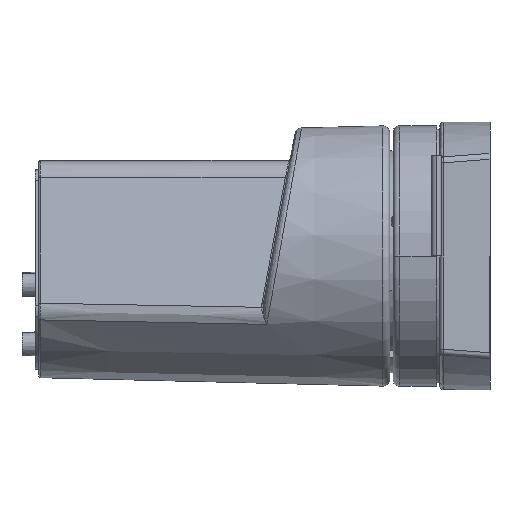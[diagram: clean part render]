
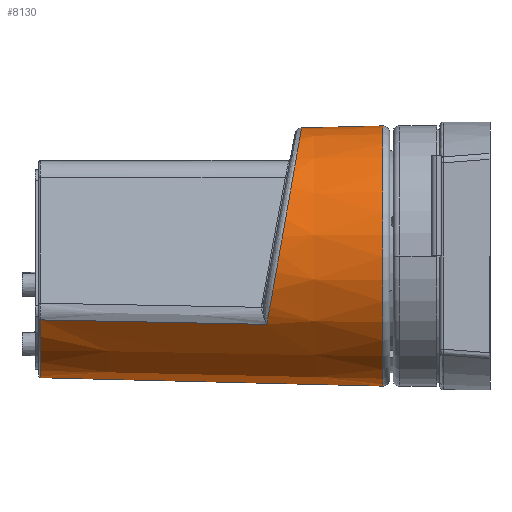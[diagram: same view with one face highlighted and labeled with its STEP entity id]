
A CAD part, left-side view. The second image highlights one B-rep face of the part: STEP entity #8130.
In plain terms, the highlighted conical face has half-angle 1.4 degrees and reference radius 38.966 mm.
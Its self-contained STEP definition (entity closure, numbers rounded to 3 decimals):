
#272 = CARTESIAN_POINT ( 'NONE',  ( 10.951, 26.67, -36.726 ) ) ;
#335 = CARTESIAN_POINT ( 'NONE',  ( 29.757, 28.909, -24.108 ) ) ;
#399 = CARTESIAN_POINT ( 'NONE',  ( 38.128, 32.763, -2.379 ) ) ;
#430 = CARTESIAN_POINT ( 'NONE',  ( 32.263, 38.933, 20.104 ) ) ;
#461 = CARTESIAN_POINT ( 'NONE',  ( 31.169, 104.512, 18.824 ) ) ;
#468 = CARTESIAN_POINT ( 'NONE',  ( 32.754, 36.629, 19.424 ) ) ;
#587 = DIRECTION ( 'NONE',  ( 0., 0., 1. ) ) ;
#1355 = VECTOR ( 'NONE', #4809, 1000. ) ;
#1552 = CARTESIAN_POINT ( 'NONE',  ( 0., 0., 0. ) ) ;
#1803 = CARTESIAN_POINT ( 'NONE',  ( 13.393, 26.816, -35.904 ) ) ;
#1861 = CARTESIAN_POINT ( 'NONE',  ( 31.739, 29.396, -21.361 ) ) ;
#1922 = CARTESIAN_POINT ( 'NONE',  ( 38.113, 33.507, 1.817 ) ) ;
#1936 = CIRCLE ( 'NONE', #11228, 36.412 ) ;
#1950 = CARTESIAN_POINT ( 'NONE',  ( 32.119, 47.597, 19.936 ) ) ;
#1951 = CONICAL_SURFACE ( 'NONE', #11917, 38.966, 0.024 ) ;
#3329 = CARTESIAN_POINT ( 'NONE',  ( 16.553, 27.05, -34.586 ) ) ;
#3390 = CARTESIAN_POINT ( 'NONE',  ( 33.086, 29.782, -19.188 ) ) ;
#3457 = CARTESIAN_POINT ( 'NONE',  ( 37.897, 33.955, 4.344 ) ) ;
#3491 = CARTESIAN_POINT ( 'NONE',  ( 31.754, 69.457, 19.511 ) ) ;
#3582 = EDGE_CURVE ( 'NONE', #6370, #9882, #18151, .T. ) ;
#4636 = EDGE_CURVE ( 'NONE', #9882, #7568, #13944, .T. ) ;
#4803 = CARTESIAN_POINT ( 'NONE',  ( 0.861, 26.387, -38.321 ) ) ;
#4809 = DIRECTION ( 'NONE',  ( 0., -1., 0.024 ) ) ;
#4866 = CARTESIAN_POINT ( 'NONE',  ( 20.982, 27.495, -32.079 ) ) ;
#4933 = CARTESIAN_POINT ( 'NONE',  ( 35.008, 30.447, -15.434 ) ) ;
#4996 = CARTESIAN_POINT ( 'NONE',  ( 37.377, 34.548, 7.689 ) ) ;
#5024 = CARTESIAN_POINT ( 'NONE',  ( 31.169, 104.512, 18.824 ) ) ;
#5287 = CARTESIAN_POINT ( 'NONE',  ( 0., 2.049, 0. ) ) ;
#5399 = LINE ( 'NONE', #13891, #1355 ) ;
#5820 = ORIENTED_EDGE ( 'NONE', *, *, #7865, .T. ) ;
#6309 = CARTESIAN_POINT ( 'NONE',  ( 0., 26.387, -38.321 ) ) ;
#6369 = CARTESIAN_POINT ( 'NONE',  ( 24.396, 27.949, -29.516 ) ) ;
#6370 = VERTEX_POINT ( 'NONE', #7421 ) ;
#6424 = CARTESIAN_POINT ( 'NONE',  ( 36.715, 31.289, -10.689 ) ) ;
#6489 = CARTESIAN_POINT ( 'NONE',  ( 36.019, 35.407, 12.534 ) ) ;
#6794 = DIRECTION ( 'NONE',  ( 0., 0., -1. ) ) ;
#7057 = CARTESIAN_POINT ( 'NONE',  ( 0., 2.049, -38.916 ) ) ;
#7115 = CARTESIAN_POINT ( 'NONE',  ( 0., 2.049, 38.916 ) ) ;
#7421 = CARTESIAN_POINT ( 'NONE',  ( 0., 26.387, -38.321 ) ) ;
#7452 = ORIENTED_EDGE ( 'NONE', *, *, #16920, .T. ) ;
#7568 = VERTEX_POINT ( 'NONE', #461 ) ;
#7802 = CARTESIAN_POINT ( 'NONE',  ( 4.283, 26.428, -38.09 ) ) ;
#7835 = ORIENTED_EDGE ( 'NONE', *, *, #17810, .F. ) ;
#7864 = CARTESIAN_POINT ( 'NONE',  ( 26.305, 28.251, -27.817 ) ) ;
#7865 = EDGE_CURVE ( 'NONE', #19063, #19010, #15284, .T. ) ;
#7922 = CARTESIAN_POINT ( 'NONE',  ( 37.477, 31.876, -7.38 ) ) ;
#7955 = CARTESIAN_POINT ( 'NONE',  ( 32.3, 36.757, 20.147 ) ) ;
#7985 = CARTESIAN_POINT ( 'NONE',  ( 34.371, 36.097, 16.423 ) ) ;
#8130 = ADVANCED_FACE ( 'NONE', ( #18090 ), #1951, .T. ) ;
#8406 = VECTOR ( 'NONE', #15119, 1000. ) ;
#9191 = AXIS2_PLACEMENT_3D ( 'NONE', #5287, #15894, #6794 ) ;
#9319 = CARTESIAN_POINT ( 'NONE',  ( 8.483, 26.55, -37.405 ) ) ;
#9382 = CARTESIAN_POINT ( 'NONE',  ( 28.67, 28.68, -25.399 ) ) ;
#9444 = CARTESIAN_POINT ( 'NONE',  ( 37.872, 32.319, -4.883 ) ) ;
#9473 = CARTESIAN_POINT ( 'NONE',  ( 32.276, 38.208, 20.118 ) ) ;
#9485 = ORIENTED_EDGE ( 'NONE', *, *, #16011, .T. ) ;
#9509 = CARTESIAN_POINT ( 'NONE',  ( 33.183, 36.498, 18.688 ) ) ;
#9633 = DIRECTION ( 'NONE',  ( 0., -1., 0. ) ) ;
#9679 = ORIENTED_EDGE ( 'NONE', *, *, #3582, .T. ) ;
#9882 = VERTEX_POINT ( 'NONE', #13973 ) ;
#10881 = CARTESIAN_POINT ( 'NONE',  ( 11.769, 26.716, -36.471 ) ) ;
#10945 = CARTESIAN_POINT ( 'NONE',  ( 31.259, 29.272, -22.061 ) ) ;
#11007 = CARTESIAN_POINT ( 'NONE',  ( 38.189, 33.06, -0.704 ) ) ;
#11035 = CARTESIAN_POINT ( 'NONE',  ( 32.191, 43.265, 20.02 ) ) ;
#11074 = CARTESIAN_POINT ( 'NONE',  ( 32.3, 36.757, 20.147 ) ) ;
#11228 = AXIS2_PLACEMENT_3D ( 'NONE', #18749, #9633, #587 ) ;
#11917 = AXIS2_PLACEMENT_3D ( 'NONE', #1552, #12188, #13631 ) ;
#12188 = DIRECTION ( 'NONE',  ( 0., -1., 0. ) ) ;
#12428 = CARTESIAN_POINT ( 'NONE',  ( 14.196, 26.871, -35.592 ) ) ;
#12486 = LINE ( 'NONE', #17952, #8406 ) ;
#12488 = CARTESIAN_POINT ( 'NONE',  ( 32.654, 29.651, -19.922 ) ) ;
#12554 = CARTESIAN_POINT ( 'NONE',  ( 38.06, 33.656, 2.658 ) ) ;
#12580 = CARTESIAN_POINT ( 'NONE',  ( 32.046, 51.929, 19.852 ) ) ;
#13183 = EDGE_LOOP ( 'NONE', ( #9485, #7452, #5820, #7835, #9679, #18711 ) ) ;
#13631 = DIRECTION ( 'NONE',  ( 0., 0., -1. ) ) ;
#13891 = CARTESIAN_POINT ( 'NONE',  ( 0., 0., 38.966 ) ) ;
#13944 = B_SPLINE_CURVE_WITH_KNOTS ( 'NONE', 3,
 ( #7955, #18594, #9473, #430, #11035, #1950, #12580, #3491, #14101, #5024 ),
 .UNSPECIFIED., .F., .F.,
 ( 4, 3, 3, 4 ),
 ( -0.002, 0., 0.013, 0.066 ),
 .UNSPECIFIED. ) ;
#13950 = CARTESIAN_POINT ( 'NONE',  ( 18.067, 27.187, -33.815 ) ) ;
#13973 = CARTESIAN_POINT ( 'NONE',  ( 32.3, 36.757, 20.147 ) ) ;
#14013 = CARTESIAN_POINT ( 'NONE',  ( 34.302, 30.177, -16.961 ) ) ;
#14077 = CARTESIAN_POINT ( 'NONE',  ( 37.787, 34.105, 5.189 ) ) ;
#14101 = CARTESIAN_POINT ( 'NONE',  ( 31.461, 86.984, 19.168 ) ) ;
#15119 = DIRECTION ( 'NONE',  ( 0., -1., -0.024 ) ) ;
#15284 = CIRCLE ( 'NONE', #9191, 38.916 ) ;
#15414 = CARTESIAN_POINT ( 'NONE',  ( 1.724, 26.392, -38.292 ) ) ;
#15476 = CARTESIAN_POINT ( 'NONE',  ( 22.382, 27.666, -31.114 ) ) ;
#15538 = CARTESIAN_POINT ( 'NONE',  ( 36.214, 31.004, -12.298 ) ) ;
#15602 = CARTESIAN_POINT ( 'NONE',  ( 36.995, 34.838, 9.324 ) ) ;
#15894 = DIRECTION ( 'NONE',  ( 0., 1., 0. ) ) ;
#16011 = EDGE_CURVE ( 'NONE', #7568, #16736, #1936, .T. ) ;
#16330 = CARTESIAN_POINT ( 'NONE',  ( 0., 104.512, 36.412 ) ) ;
#16736 = VERTEX_POINT ( 'NONE', #16330 ) ;
#16920 = EDGE_CURVE ( 'NONE', #16736, #19063, #5399, .T. ) ;
#16926 = CARTESIAN_POINT ( 'NONE',  ( 3.434, 26.413, -38.176 ) ) ;
#16995 = CARTESIAN_POINT ( 'NONE',  ( 25.048, 28.048, -28.961 ) ) ;
#17058 = CARTESIAN_POINT ( 'NONE',  ( 37.307, 31.728, -8.213 ) ) ;
#17119 = CARTESIAN_POINT ( 'NONE',  ( 35.426, 35.687, 14.109 ) ) ;
#17810 = EDGE_CURVE ( 'NONE', #6370, #19010, #12486, .T. ) ;
#17952 = CARTESIAN_POINT ( 'NONE',  ( 0., 0., -38.966 ) ) ;
#18090 = FACE_OUTER_BOUND ( 'NONE', #13183, .T. ) ;
#18151 = B_SPLINE_CURVE_WITH_KNOTS ( 'NONE', 3,
 ( #6309, #4803, #15414, #16926, #7802, #18442, #9319, #272, #10881, #1803, #12428, #3329, #13950, #4866, #15476, #6369, #16995, #7864, #18509, #9382, #335, #10945, #1861, #12488, #3390, #14013, #4933, #15538, #6424, #17058, #7922, #18567, #9444, #399, #11007, #1922, #12554, #3457, #14077, #4996, #15602, #6489, #17119, #7985, #18629, #9509, #468, #11074 ),
 .UNSPECIFIED., .F., .F.,
 ( 4, 2, 2, 2, 2, 2, 2, 2, 2, 2, 2, 2, 2, 2, 2, 2, 2, 2, 2, 2, 2, 2, 2, 4 ),
 ( 0.083, 0.085, 0.088, 0.093, 0.096, 0.098, 0.103, 0.109, 0.111, 0.114, 0.119, 0.122, 0.124, 0.129, 0.134, 0.137, 0.14, 0.145, 0.147, 0.15, 0.155, 0.16, 0.163, 0.166 ),
 .UNSPECIFIED. ) ;
#18442 = CARTESIAN_POINT ( 'NONE',  ( 6.816, 26.489, -37.746 ) ) ;
#18509 = CARTESIAN_POINT ( 'NONE',  ( 26.913, 28.356, -27.226 ) ) ;
#18567 = CARTESIAN_POINT ( 'NONE',  ( 37.759, 32.171, -5.716 ) ) ;
#18594 = CARTESIAN_POINT ( 'NONE',  ( 32.288, 37.482, 20.132 ) ) ;
#18629 = CARTESIAN_POINT ( 'NONE',  ( 33.992, 36.233, 17.188 ) ) ;
#18711 = ORIENTED_EDGE ( 'NONE', *, *, #4636, .T. ) ;
#18749 = CARTESIAN_POINT ( 'NONE',  ( 0., 104.512, 0. ) ) ;
#19010 = VERTEX_POINT ( 'NONE', #7057 ) ;
#19063 = VERTEX_POINT ( 'NONE', #7115 ) ;
